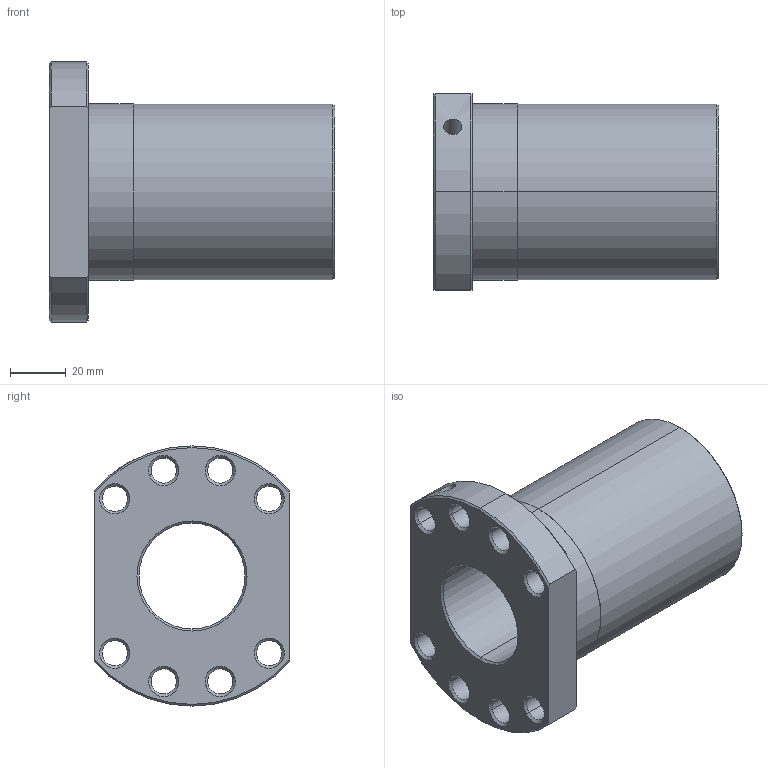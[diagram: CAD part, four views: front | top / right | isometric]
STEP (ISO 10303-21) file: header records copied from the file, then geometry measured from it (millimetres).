
FILE_DESCRIPTION(('HOOPS Exchange Step'),'2;1');
FILE_NAME('export-629A609E-9DE5-40DC-81EA-81B4291B6117.stp','2025-01-20T12:25:50+01:00',('Engineering'),('Alibre'),'HOOPS Exchange 2024.3','Alibre','Unknown authorisation');
FILE_SCHEMA( ('AP242_MANAGED_MODEL_BASED_3D_ENGINEERING_MIM_LF {1 0 10303 442 1 1 4 }') );
Length unit declared in the file: millimetre
Products named in the file (1): 7124 HIWIN Ballnut R40-40K2-FSCDIN
Bounding box: 102 x 70 x 93 mm (x, y, z)
Volume: 232013.7 mm3; surface area: 44771.8 mm2
Topology: 1 solids, 1 shells, 83 faces, 194 edges, 113 vertices
Faces by surface type: cone 49, cylinder 28, plane 6
Entity records: 2470 total; most frequent: CARTESIAN_POINT 472, DIRECTION 451, ORIENTED_EDGE 382, EDGE_CURVE 191, AXIS2_PLACEMENT_3D 186, VERTEX_POINT 113, EDGE_LOOP 104, FACE_BOUND 104
